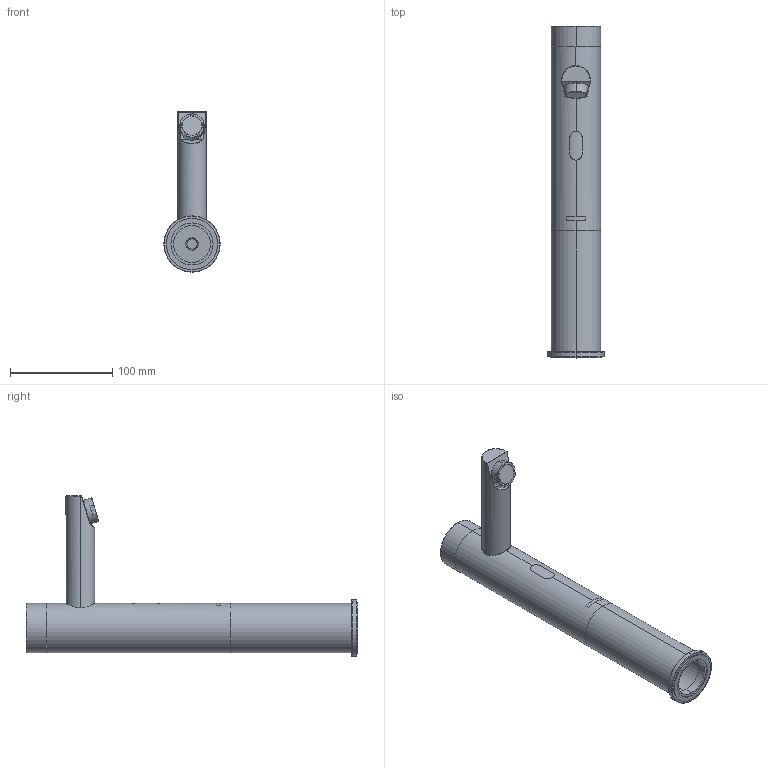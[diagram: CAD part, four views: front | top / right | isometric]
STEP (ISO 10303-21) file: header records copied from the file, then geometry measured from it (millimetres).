
FILE_DESCRIPTION (( 'STEP AP203' ), '1' );
FILE_NAME ('81AP08047.STEP', '2026-02-11T10:08:43', ( '' ), ( '' ), 'SwSTEP 2.0', 'SolidWorks 2025', '' );
FILE_SCHEMA (( 'CONFIG_CONTROL_DESIGN' ));
Length unit declared in the file: millimetre
Products named in the file (1): 81AP08047
Bounding box: 55 x 324 x 156.5 mm (x, y, z)
Volume: 587338.7 mm3; surface area: 71053.2 mm2
Topology: 1 solids, 1 shells, 83 faces, 195 edges, 122 vertices
Faces by surface type: cylinder 31, plane 18, torus 16, cone 10, bspline 6, sphere 2
Entity records: 3291 total; most frequent: CARTESIAN_POINT 1314, DIRECTION 420, ORIENTED_EDGE 390, EDGE_CURVE 195, AXIS2_PLACEMENT_3D 181, VERTEX_POINT 122, CIRCLE 103, EDGE_LOOP 91
